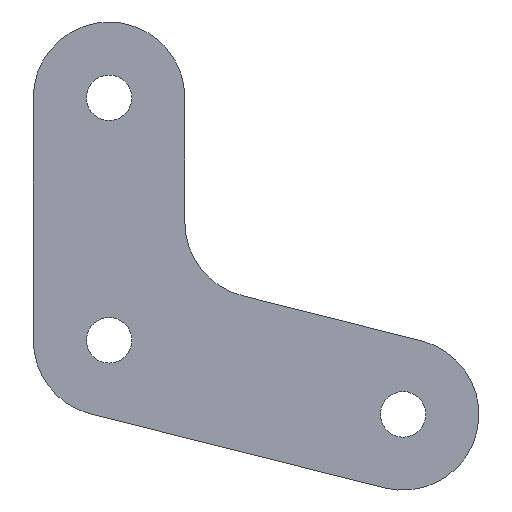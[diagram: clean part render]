
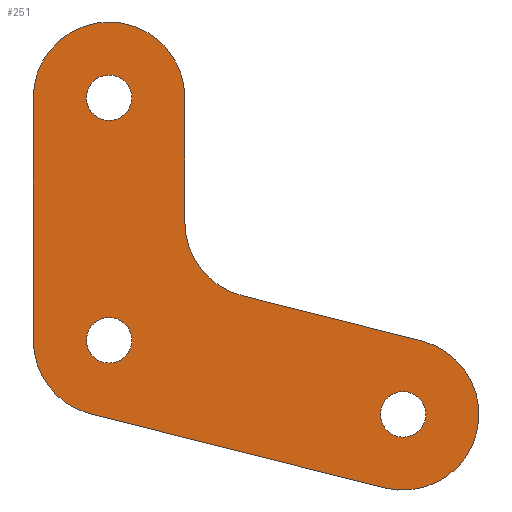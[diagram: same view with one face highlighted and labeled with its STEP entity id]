
A CAD part, left-side view. The second image highlights one B-rep face of the part: STEP entity #251.
In plain terms, the highlighted planar face has unit normal (-1, 0, 0).
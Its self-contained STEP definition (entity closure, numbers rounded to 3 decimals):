
#18=FACE_BOUND('',#56,.T.);
#19=FACE_BOUND('',#57,.T.);
#20=FACE_BOUND('',#58,.T.);
#26=PLANE('',#292);
#39=FACE_OUTER_BOUND('',#55,.T.);
#55=EDGE_LOOP('',(#221,#222,#223,#224,#225,#226,#227,#228));
#56=EDGE_LOOP('',(#229));
#57=EDGE_LOOP('',(#230));
#58=EDGE_LOOP('',(#231));
#62=LINE('',#390,#81);
#67=LINE('',#404,#86);
#71=LINE('',#416,#90);
#75=LINE('',#428,#94);
#81=VECTOR('',#318,10.);
#86=VECTOR('',#331,10.);
#90=VECTOR('',#343,10.);
#94=VECTOR('',#355,10.);
#98=CIRCLE('',#268,3.);
#100=CIRCLE('',#271,3.);
#102=CIRCLE('',#274,3.);
#103=CIRCLE('',#277,10.);
#105=CIRCLE('',#281,10.);
#107=CIRCLE('',#285,10.);
#109=CIRCLE('',#289,10.);
#112=VERTEX_POINT('',#372);
#114=VERTEX_POINT('',#378);
#116=VERTEX_POINT('',#384);
#117=VERTEX_POINT('',#388);
#118=VERTEX_POINT('',#389);
#121=VERTEX_POINT('',#397);
#123=VERTEX_POINT('',#403);
#125=VERTEX_POINT('',#409);
#127=VERTEX_POINT('',#415);
#129=VERTEX_POINT('',#421);
#131=VERTEX_POINT('',#427);
#135=EDGE_CURVE('',#112,#112,#98,.T.);
#138=EDGE_CURVE('',#114,#114,#100,.T.);
#141=EDGE_CURVE('',#116,#116,#102,.T.);
#142=EDGE_CURVE('',#117,#118,#62,.T.);
#146=EDGE_CURVE('',#117,#121,#103,.T.);
#149=EDGE_CURVE('',#121,#123,#67,.T.);
#152=EDGE_CURVE('',#125,#123,#105,.T.);
#155=EDGE_CURVE('',#125,#127,#71,.T.);
#158=EDGE_CURVE('',#129,#127,#107,.T.);
#161=EDGE_CURVE('',#131,#129,#75,.T.);
#164=EDGE_CURVE('',#118,#131,#109,.T.);
#221=ORIENTED_EDGE('',*,*,#164,.F.);
#222=ORIENTED_EDGE('',*,*,#142,.F.);
#223=ORIENTED_EDGE('',*,*,#146,.T.);
#224=ORIENTED_EDGE('',*,*,#149,.T.);
#225=ORIENTED_EDGE('',*,*,#152,.F.);
#226=ORIENTED_EDGE('',*,*,#155,.T.);
#227=ORIENTED_EDGE('',*,*,#158,.F.);
#228=ORIENTED_EDGE('',*,*,#161,.F.);
#229=ORIENTED_EDGE('',*,*,#141,.F.);
#230=ORIENTED_EDGE('',*,*,#138,.F.);
#231=ORIENTED_EDGE('',*,*,#135,.F.);
#251=ADVANCED_FACE('',(#39,#18,#19,#20),#26,.F.);
#268=AXIS2_PLACEMENT_3D('',#374,#300,#301);
#271=AXIS2_PLACEMENT_3D('',#380,#307,#308);
#274=AXIS2_PLACEMENT_3D('',#386,#314,#315);
#277=AXIS2_PLACEMENT_3D('',#398,#324,#325);
#281=AXIS2_PLACEMENT_3D('',#410,#336,#337);
#285=AXIS2_PLACEMENT_3D('',#422,#348,#349);
#289=AXIS2_PLACEMENT_3D('',#433,#360,#361);
#292=AXIS2_PLACEMENT_3D('',#436,#366,#367);
#300=DIRECTION('center_axis',(-1.,0.,0.));
#301=DIRECTION('ref_axis',(0.,0.,-1.));
#307=DIRECTION('center_axis',(-1.,0.,0.));
#308=DIRECTION('ref_axis',(0.,0.,-1.));
#314=DIRECTION('center_axis',(-1.,0.,0.));
#315=DIRECTION('ref_axis',(0.,0.,-1.));
#318=DIRECTION('',(0.,-0.97,-0.244));
#324=DIRECTION('center_axis',(1.,0.,0.));
#325=DIRECTION('ref_axis',(0.,0.244,-0.97));
#331=DIRECTION('',(0.,0.,1.));
#336=DIRECTION('center_axis',(1.,0.,0.));
#337=DIRECTION('ref_axis',(0.,1.,0.));
#343=DIRECTION('',(0.,0.,-1.));
#348=DIRECTION('center_axis',(1.,0.,0.));
#349=DIRECTION('ref_axis',(0.,0.244,-0.97));
#355=DIRECTION('',(0.,0.97,0.244));
#360=DIRECTION('center_axis',(1.,0.,0.));
#361=DIRECTION('ref_axis',(0.,-0.244,0.97));
#366=DIRECTION('center_axis',(1.,0.,0.));
#367=DIRECTION('ref_axis',(0.,0.,-1.));
#372=CARTESIAN_POINT('',(0.,64.843,40.116));
#374=CARTESIAN_POINT('Origin',(0.,64.843,37.116));
#378=CARTESIAN_POINT('',(0.,26.054,30.35));
#380=CARTESIAN_POINT('Origin',(0.,26.054,27.35));
#384=CARTESIAN_POINT('',(0.,64.843,72.116));
#386=CARTESIAN_POINT('Origin',(0.,64.843,69.116));
#388=CARTESIAN_POINT('',(0.,47.285,43.007));
#389=CARTESIAN_POINT('',(0.,23.612,37.047));
#390=CARTESIAN_POINT('',(0.,47.285,43.007));
#397=CARTESIAN_POINT('',(0.,54.843,52.704));
#398=CARTESIAN_POINT('Origin',(0.,44.843,52.704));
#403=CARTESIAN_POINT('',(0.,54.843,69.116));
#404=CARTESIAN_POINT('',(0.,54.843,52.704));
#409=CARTESIAN_POINT('',(0.,74.843,69.116));
#410=CARTESIAN_POINT('Origin',(0.,64.843,69.116));
#415=CARTESIAN_POINT('',(0.,74.843,37.116));
#416=CARTESIAN_POINT('',(0.,74.843,69.116));
#421=CARTESIAN_POINT('',(0.,67.285,27.418));
#422=CARTESIAN_POINT('Origin',(0.,64.843,37.116));
#427=CARTESIAN_POINT('',(0.,28.495,17.653));
#428=CARTESIAN_POINT('',(0.,28.495,17.653));
#433=CARTESIAN_POINT('Origin',(0.,26.054,27.35));
#436=CARTESIAN_POINT('Origin',(0.,45.448,48.233));
